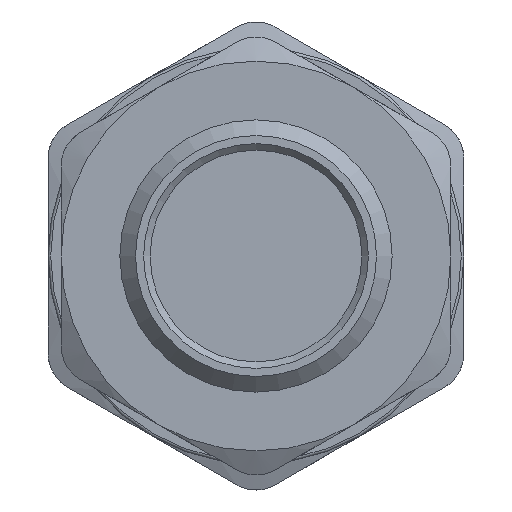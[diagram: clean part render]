
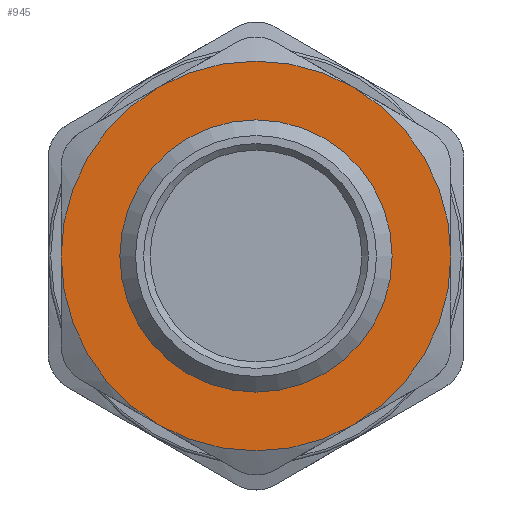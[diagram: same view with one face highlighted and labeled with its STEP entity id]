
A CAD part, front view. The second image highlights one B-rep face of the part: STEP entity #945.
In plain terms, the highlighted planar face has unit normal (0, -1, 0).
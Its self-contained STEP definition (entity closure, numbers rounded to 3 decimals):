
#18=FACE_BOUND('',#215,.T.);
#119=PLANE('',#1049);
#154=FACE_OUTER_BOUND('',#214,.T.);
#214=EDGE_LOOP('',(#702,#703,#704,#705,#706,#707));
#215=EDGE_LOOP('',(#708));
#334=CIRCLE('',#1050,15.);
#335=CIRCLE('',#1051,15.);
#336=CIRCLE('',#1052,15.);
#337=CIRCLE('',#1053,15.);
#338=CIRCLE('',#1054,15.);
#339=CIRCLE('',#1055,15.);
#340=CIRCLE('',#1056,9.318);
#395=VERTEX_POINT('',#1634);
#396=VERTEX_POINT('',#1635);
#397=VERTEX_POINT('',#1637);
#398=VERTEX_POINT('',#1639);
#399=VERTEX_POINT('',#1641);
#400=VERTEX_POINT('',#1643);
#401=VERTEX_POINT('',#1646);
#503=EDGE_CURVE('',#395,#396,#334,.T.);
#504=EDGE_CURVE('',#397,#395,#335,.T.);
#505=EDGE_CURVE('',#398,#397,#336,.T.);
#506=EDGE_CURVE('',#399,#398,#337,.T.);
#507=EDGE_CURVE('',#400,#399,#338,.T.);
#508=EDGE_CURVE('',#396,#400,#339,.T.);
#509=EDGE_CURVE('',#401,#401,#340,.T.);
#702=ORIENTED_EDGE('',*,*,#503,.F.);
#703=ORIENTED_EDGE('',*,*,#504,.F.);
#704=ORIENTED_EDGE('',*,*,#505,.F.);
#705=ORIENTED_EDGE('',*,*,#506,.F.);
#706=ORIENTED_EDGE('',*,*,#507,.F.);
#707=ORIENTED_EDGE('',*,*,#508,.F.);
#708=ORIENTED_EDGE('',*,*,#509,.T.);
#945=ADVANCED_FACE('',(#154,#18),#119,.T.);
#1049=AXIS2_PLACEMENT_3D('',#1633,#1212,#1213);
#1050=AXIS2_PLACEMENT_3D('',#1636,#1214,#1215);
#1051=AXIS2_PLACEMENT_3D('',#1638,#1216,#1217);
#1052=AXIS2_PLACEMENT_3D('',#1640,#1218,#1219);
#1053=AXIS2_PLACEMENT_3D('',#1642,#1220,#1221);
#1054=AXIS2_PLACEMENT_3D('',#1644,#1222,#1223);
#1055=AXIS2_PLACEMENT_3D('',#1645,#1224,#1225);
#1056=AXIS2_PLACEMENT_3D('',#1647,#1226,#1227);
#1212=DIRECTION('center_axis',(0.,-1.,0.));
#1213=DIRECTION('ref_axis',(0.,0.,-1.));
#1214=DIRECTION('center_axis',(0.,1.,0.));
#1215=DIRECTION('ref_axis',(1.,0.,0.));
#1216=DIRECTION('center_axis',(0.,1.,0.));
#1217=DIRECTION('ref_axis',(1.,0.,0.));
#1218=DIRECTION('center_axis',(0.,1.,0.));
#1219=DIRECTION('ref_axis',(1.,0.,0.));
#1220=DIRECTION('center_axis',(0.,1.,0.));
#1221=DIRECTION('ref_axis',(1.,0.,0.));
#1222=DIRECTION('center_axis',(0.,1.,0.));
#1223=DIRECTION('ref_axis',(1.,0.,0.));
#1224=DIRECTION('center_axis',(0.,1.,0.));
#1225=DIRECTION('ref_axis',(1.,0.,0.));
#1226=DIRECTION('center_axis',(0.,1.,0.));
#1227=DIRECTION('ref_axis',(1.,0.,0.));
#1633=CARTESIAN_POINT('Origin',(-39.446,24.229,0.));
#1634=CARTESIAN_POINT('',(-39.446,24.229,0.));
#1635=CARTESIAN_POINT('',(-31.946,24.229,12.99));
#1636=CARTESIAN_POINT('Origin',(-24.446,24.229,0.));
#1637=CARTESIAN_POINT('',(-31.946,24.229,-12.99));
#1638=CARTESIAN_POINT('Origin',(-24.446,24.229,0.));
#1639=CARTESIAN_POINT('',(-16.946,24.229,-12.99));
#1640=CARTESIAN_POINT('Origin',(-24.446,24.229,0.));
#1641=CARTESIAN_POINT('',(-9.446,24.229,0.));
#1642=CARTESIAN_POINT('Origin',(-24.446,24.229,0.));
#1643=CARTESIAN_POINT('',(-16.946,24.229,12.99));
#1644=CARTESIAN_POINT('Origin',(-24.446,24.229,0.));
#1645=CARTESIAN_POINT('Origin',(-24.446,24.229,0.));
#1646=CARTESIAN_POINT('',(-15.129,24.229,0.));
#1647=CARTESIAN_POINT('Origin',(-24.446,24.229,0.));
